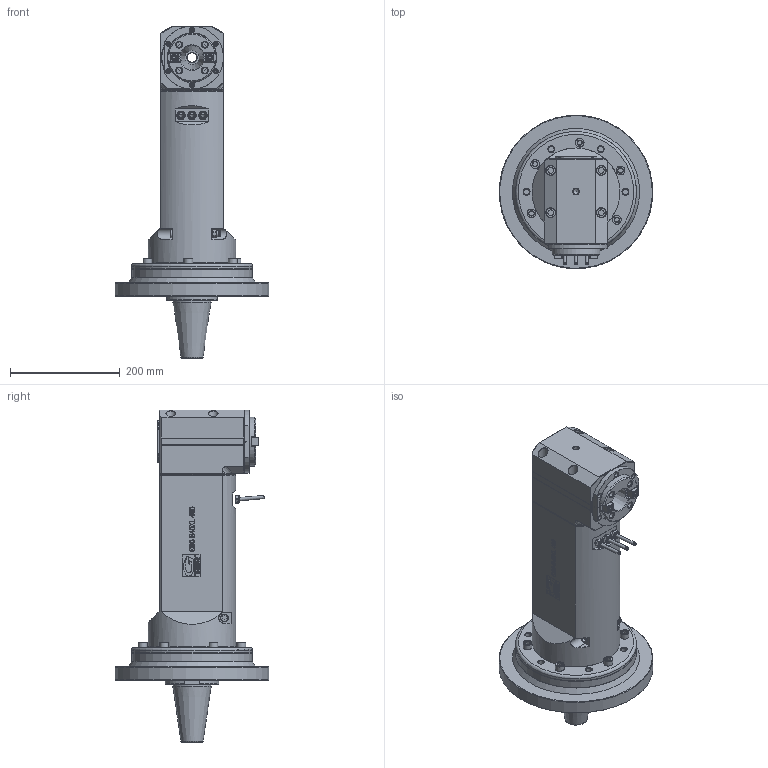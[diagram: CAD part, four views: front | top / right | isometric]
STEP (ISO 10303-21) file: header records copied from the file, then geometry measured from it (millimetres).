
FILE_DESCRIPTION(/* description */ (''),/* implementation_level */ '2;1');
FILE_NAME(/* name */ '9.G90.S4001-400XL-CAT50.stp',/* time_stamp */ '2025-12-03T10:07:15-05:00',/* author */ ('jkrenzer'),/* organization */ (''),/* preprocessor_version */ 'ST-DEVELOPER v20',/* originating_system */ 'Autodesk Inventor 2025',/* authorisation */ '');
FILE_SCHEMA (('AUTOMOTIVE_DESIGN { 1 0 10303 214 3 1 1 }'));
Products named in the file (4): 9.G90.S4001-400XL-CAT50; 9_G90_S40XL_400; 9_SK_45_1   (Classic, Cat50, MTC); 9_UF_00005  (Classic MTC universal flange, Type 5)
Assembly tree (3 placements, depth 2):
  9.G90.S4001-400XL-CAT50
    9_G90_S40XL_400
    9_SK_45_1   (Classic, Cat50, MTC)
    9_UF_00005  (Classic MTC universal flange, Type 5)
Bounding box: 279.23 x 279.23 x 604.5 mm (x, y, z)
Volume: 8119384.9 mm3; surface area: 1022414.5 mm2
Topology: 23 solids, 43 shells, 2191 faces, 5447 edges, 3461 vertices
Faces by surface type: plane 850, cone 570, cylinder 507, bspline 237, torus 24, sphere 3
Full cylindrical faces by diameter (mm): 1.8 x1, 2 x1, 2.5 x3, 3.3 x5, 4 x2, 4.2 x6, 5 x11, 5.5 x6, 6 x7, 6.5 x1, 6.8 x12, 8 x5, 8.5 x28, 8.8 x11, 9 x12, 9.8 x4, 10 x19, 10.2 x1, 10.25 x1, 10.5 x11, 10.8 x1, 10.9 x1, 11 x5, 12.5 x3, 13 x4, 14 x13, 15 x1, 16 x6, 17 x5, 21.96 x1
Entity records: 74823 total; most frequent: CARTESIAN_POINT 21244, DIRECTION 10806, ORIENTED_EDGE 10788, EDGE_CURVE 5411, AXIS2_PLACEMENT_3D 4130, VERTEX_POINT 3461, LINE 2546, VECTOR 2546
